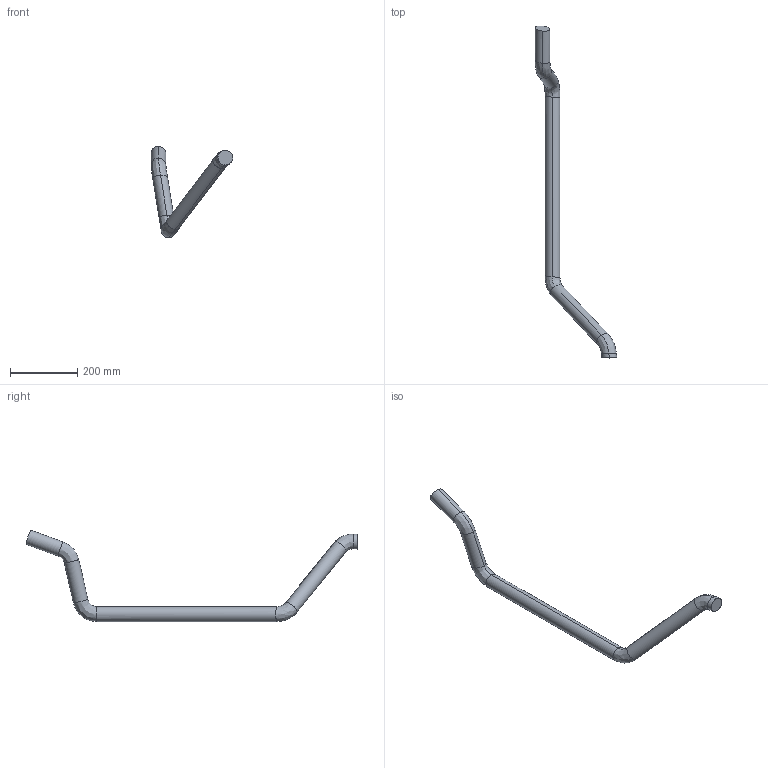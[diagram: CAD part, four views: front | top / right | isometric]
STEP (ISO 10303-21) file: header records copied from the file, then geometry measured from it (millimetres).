
FILE_DESCRIPTION (( 'STEP AP203' ), '1' );
FILE_NAME ('MirrorPart5-M5 - Model_004_merkez.IGS_Default_sldprt.STEP', '2023-01-17T11:24:14', ( '' ), ( '' ), 'SwSTEP 2.0', 'SolidWorks 2019', '' );
FILE_SCHEMA (( 'CONFIG_CONTROL_DESIGN' ));
Length unit declared in the file: millimetre
Products named in the file (1): MirrorPart5-M5 - Model_004_merkez.IGS_Default_sldprt
Bounding box: 241.98 x 984.58 x 270.4 mm (x, y, z)
Volume: 1900592.8 mm3; surface area: 176249.4 mm2
Topology: 1 solids, 1 shells, 20 faces, 38 edges, 20 vertices
Faces by surface type: bspline 20
Entity records: 721 total; most frequent: CARTESIAN_POINT 429, ORIENTED_EDGE 76, EDGE_CURVE 38, FACE_OUTER_BOUND 20, EDGE_LOOP 20, ADVANCED_FACE 20, VERTEX_POINT 20, B_SPLINE_CURVE_WITH_KNOTS 12
